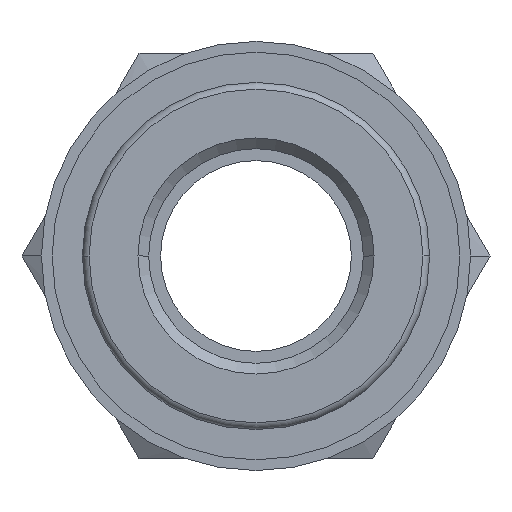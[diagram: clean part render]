
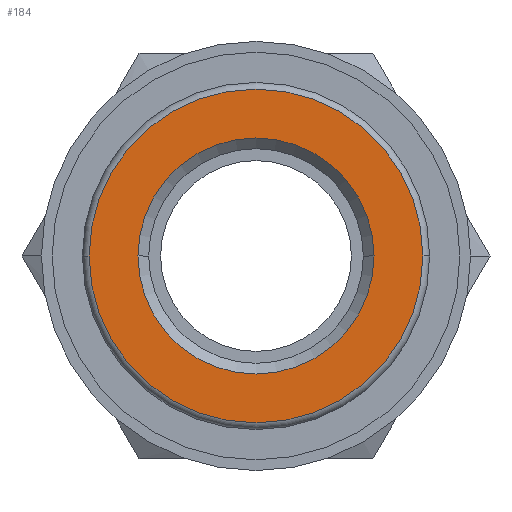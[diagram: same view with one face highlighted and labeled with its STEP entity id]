
A CAD part, front view. The second image highlights one B-rep face of the part: STEP entity #184.
In plain terms, the highlighted planar face has unit normal (0, -1, 0).
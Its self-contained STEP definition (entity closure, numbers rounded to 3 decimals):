
#184=ADVANCED_FACE('',(#383,#384),#385,.T.);
#383=FACE_BOUND('',#586,.T.);
#384=FACE_OUTER_BOUND('',#587,.T.);
#385=PLANE('',#588);
#586=EDGE_LOOP('',(#1030,#1031));
#587=EDGE_LOOP('',(#1032,#1033));
#588=AXIS2_PLACEMENT_3D('',#1034,#1035,#1036);
#1030=ORIENTED_EDGE('',*,*,#1302,.T.);
#1031=ORIENTED_EDGE('',*,*,#1285,.T.);
#1032=ORIENTED_EDGE('',*,*,#1303,.T.);
#1033=ORIENTED_EDGE('',*,*,#1304,.T.);
#1034=CARTESIAN_POINT('',(0.0,0.0,0.0));
#1035=DIRECTION('',(0.0,-1.0,0.0));
#1036=DIRECTION('',(-1.0,0.0,0.0));
#1285=EDGE_CURVE('',#1545,#1547,#1549,.T.);
#1302=EDGE_CURVE('',#1547,#1545,#1566,.T.);
#1303=EDGE_CURVE('',#1567,#1568,#1569,.T.);
#1304=EDGE_CURVE('',#1568,#1567,#1570,.T.);
#1545=VERTEX_POINT('',#2103);
#1547=VERTEX_POINT('',#2106);
#1549=CIRCLE('',#2109,4.95);
#1566=CIRCLE('',#2130,4.95);
#1567=VERTEX_POINT('',#2131);
#1568=VERTEX_POINT('',#2132);
#1569=CIRCLE('',#2133,7.0);
#1570=CIRCLE('',#2134,7.0);
#2103=CARTESIAN_POINT('',(4.95,0.0,0.));
#2106=CARTESIAN_POINT('',(-4.95,0.0,0.));
#2109=AXIS2_PLACEMENT_3D('',#2359,#2360,#2361);
#2130=AXIS2_PLACEMENT_3D('',#2378,#2379,#2380);
#2131=CARTESIAN_POINT('',(7.0,0.0,0.0));
#2132=CARTESIAN_POINT('',(-7.0,0.0,0.));
#2133=AXIS2_PLACEMENT_3D('',#2381,#2382,#2383);
#2134=AXIS2_PLACEMENT_3D('',#2384,#2385,#2386);
#2359=CARTESIAN_POINT('',(0.0,0.0,0.0));
#2360=DIRECTION('',(-0.0,1.0,0.0));
#2361=DIRECTION('',(1.0,0.0,0.0));
#2378=CARTESIAN_POINT('',(0.0,0.0,0.0));
#2379=DIRECTION('',(-0.0,1.0,0.0));
#2380=DIRECTION('',(1.0,0.0,0.0));
#2381=CARTESIAN_POINT('',(0.0,0.0,0.0));
#2382=DIRECTION('',(0.0,-1.0,0.0));
#2383=DIRECTION('',(1.0,0.0,0.0));
#2384=CARTESIAN_POINT('',(0.0,0.0,0.0));
#2385=DIRECTION('',(0.0,-1.0,0.0));
#2386=DIRECTION('',(1.0,0.0,0.0));
